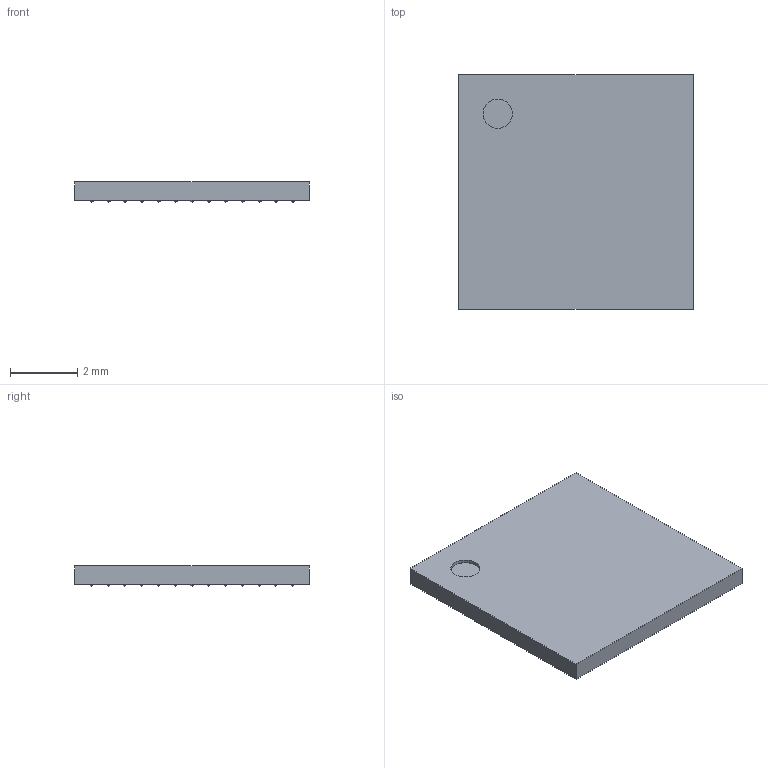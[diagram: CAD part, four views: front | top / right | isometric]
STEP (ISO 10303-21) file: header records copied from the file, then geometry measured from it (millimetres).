
FILE_DESCRIPTION(('Open CASCADE Model'),'2;1');
FILE_NAME('Open CASCADE Shape Model','2026-01-05T17:41:29',('Author'),( 'Open CASCADE'),'Open CASCADE STEP processor 7.5','Open CASCADE 7.5' ,'Unknown');
FILE_SCHEMA(('AUTOMOTIVE_DESIGN { 1 0 10303 214 1 1 1 1 }'));
Length unit declared in the file: millimetre
Products named in the file (7): PCB; Designator1; 13845559392; Open CASCADE STEP translator 7.5 13.1; Body; Open CASCADE STEP translator 7.5 13.2.1; ball
Assembly tree (173 placements, depth 4):
  PCB
  Designator1
    13845559392
      Open CASCADE STEP translator 7.5 13.1
      Body
        Open CASCADE STEP translator 7.5 13.2.1
      ball  x169
Bounding box: 7 x 7 x 0.6 mm (x, y, z)
Volume: 27.2 mm3; surface area: 126.2 mm2
Topology: 170 solids, 171 shells, 178 faces, 523 edges, 349 vertices
Faces by surface type: sphere 169, plane 8, cylinder 1
Full cylindrical faces by diameter (mm): 0.875 x1
Entity records: 1719 total; most frequent: DIRECTION 387, CARTESIAN_POINT 212, AXIS2_PLACEMENT_3D 187, PRODUCT_DEFINITION_SHAPE 180, CONTEXT_DEPENDENT_SHAPE_REPRESENTATION 173, ITEM_DEFINED_TRANSFORMATION 173, NEXT_ASSEMBLY_USAGE_OCCURRENCE 173, ORIENTED_EDGE 31
